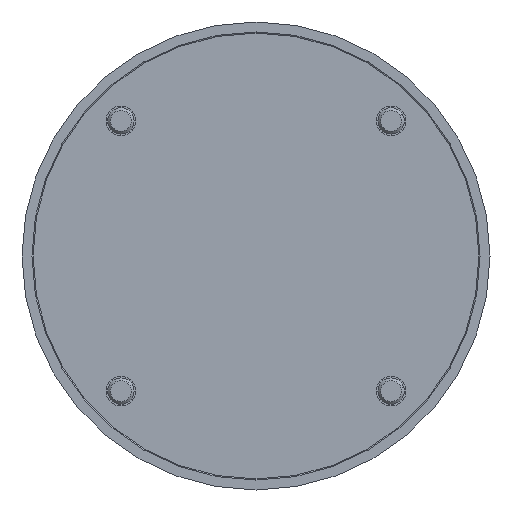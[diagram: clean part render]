
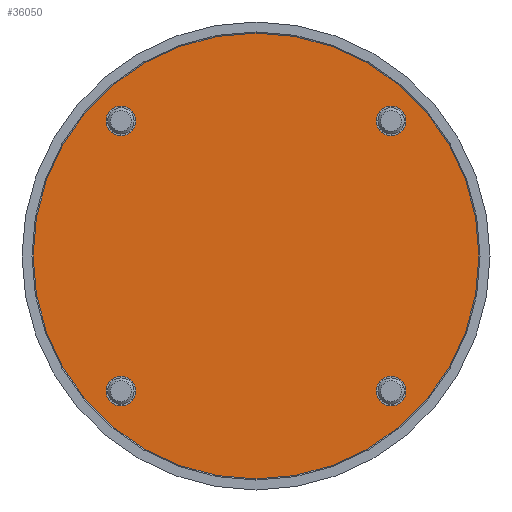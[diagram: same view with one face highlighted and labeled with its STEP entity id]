
A CAD part, left-side view. The second image highlights one B-rep face of the part: STEP entity #36050.
In plain terms, the highlighted planar face has unit normal (-1, 0, 0).
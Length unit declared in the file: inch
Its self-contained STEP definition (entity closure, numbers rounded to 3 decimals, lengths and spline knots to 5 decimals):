
#760 = CARTESIAN_POINT ( 'NONE',  ( -13.87, 0., 0. ) ) ;
#1744 = CIRCLE ( 'NONE', #99957, 0.281 ) ;
#3036 = CARTESIAN_POINT ( 'NONE',  ( -13.87, -2.56326, -2.84426 ) ) ;
#3427 = AXIS2_PLACEMENT_3D ( 'NONE', #87969, #31953, #97368 ) ;
#7563 = EDGE_CURVE ( 'NONE', #56768, #23270, #36408, .T. ) ;
#7699 = ORIENTED_EDGE ( 'NONE', *, *, #92176, .F. ) ;
#8009 = EDGE_LOOP ( 'NONE', ( #47238, #94794 ) ) ;
#9291 = CARTESIAN_POINT ( 'NONE',  ( -13.87, 2.56326, -2.28226 ) ) ;
#10139 = DIRECTION ( 'NONE',  ( 0., 0., 1. ) ) ;
#11663 = ORIENTED_EDGE ( 'NONE', *, *, #66583, .T. ) ;
#12212 = CARTESIAN_POINT ( 'NONE',  ( -13.87, -2.56326, 2.56326 ) ) ;
#13684 = CARTESIAN_POINT ( 'NONE',  ( -13.87, -2.56326, 2.84426 ) ) ;
#13793 = DIRECTION ( 'NONE',  ( -1., 0., 0. ) ) ;
#16151 = DIRECTION ( 'NONE',  ( -1., 0., 0. ) ) ;
#16595 = ORIENTED_EDGE ( 'NONE', *, *, #52481, .T. ) ;
#17129 = DIRECTION ( 'NONE',  ( -1., 0., 0. ) ) ;
#18982 = EDGE_CURVE ( 'NONE', #42037, #45596, #32934, .T. ) ;
#19086 = CARTESIAN_POINT ( 'NONE',  ( -13.87, 0., 0. ) ) ;
#19562 = FACE_BOUND ( 'NONE', #8009, .T. ) ;
#19722 = AXIS2_PLACEMENT_3D ( 'NONE', #19086, #74690, #28474 ) ;
#20012 = AXIS2_PLACEMENT_3D ( 'NONE', #760, #66058, #10139 ) ;
#21579 = DIRECTION ( 'NONE',  ( 0., 0., 1. ) ) ;
#23270 = VERTEX_POINT ( 'NONE', #59658 ) ;
#28474 = DIRECTION ( 'NONE',  ( 0., 0., 1. ) ) ;
#28833 = AXIS2_PLACEMENT_3D ( 'NONE', #12212, #77586, #21579 ) ;
#28847 = CARTESIAN_POINT ( 'NONE',  ( -13.87, 2.56326, 2.56326 ) ) ;
#30895 = DIRECTION ( 'NONE',  ( 0., 0., 1. ) ) ;
#31953 = DIRECTION ( 'NONE',  ( -1., 0., 0. ) ) ;
#32934 = CIRCLE ( 'NONE', #50466, 0.281 ) ;
#33828 = VERTEX_POINT ( 'NONE', #116258 ) ;
#35826 = CIRCLE ( 'NONE', #100847, 0.281 ) ;
#36050 = ADVANCED_FACE ( 'NONE', ( #69284, #91251, #44475, #116128, #19562 ), #75070, .T. ) ;
#36408 = CIRCLE ( 'NONE', #45140, 0.281 ) ;
#38239 = DIRECTION ( 'NONE',  ( 0., 0., 1. ) ) ;
#40336 = CARTESIAN_POINT ( 'NONE',  ( -13.87, 2.56326, 2.56326 ) ) ;
#42037 = VERTEX_POINT ( 'NONE', #13684 ) ;
#42687 = CARTESIAN_POINT ( 'NONE',  ( -13.87, -2.56326, 2.28226 ) ) ;
#43926 = CARTESIAN_POINT ( 'NONE',  ( -13.87, 2.56326, -2.84426 ) ) ;
#44475 = FACE_BOUND ( 'NONE', #61711, .T. ) ;
#44631 = EDGE_LOOP ( 'NONE', ( #16595, #11663 ) ) ;
#45140 = AXIS2_PLACEMENT_3D ( 'NONE', #40336, #96344, #30895 ) ;
#45596 = VERTEX_POINT ( 'NONE', #42687 ) ;
#47238 = ORIENTED_EDGE ( 'NONE', *, *, #50811, .F. ) ;
#50253 = DIRECTION ( 'NONE',  ( -1., 0., 0. ) ) ;
#50466 = AXIS2_PLACEMENT_3D ( 'NONE', #69751, #13793, #79136 ) ;
#50811 = EDGE_CURVE ( 'NONE', #23270, #56768, #96329, .T. ) ;
#51258 = VERTEX_POINT ( 'NONE', #43926 ) ;
#52101 = CIRCLE ( 'NONE', #77588, 4.2305 ) ;
#52481 = EDGE_CURVE ( 'NONE', #94938, #33828, #90118, .T. ) ;
#54083 = CARTESIAN_POINT ( 'NONE',  ( -13.87, -2.56326, -2.56326 ) ) ;
#56768 = VERTEX_POINT ( 'NONE', #72064 ) ;
#57887 = EDGE_CURVE ( 'NONE', #101563, #92791, #35826, .T. ) ;
#59658 = CARTESIAN_POINT ( 'NONE',  ( -13.87, 2.56326, 2.84426 ) ) ;
#60457 = CIRCLE ( 'NONE', #28833, 0.281 ) ;
#61711 = EDGE_LOOP ( 'NONE', ( #83009, #108562 ) ) ;
#63097 = AXIS2_PLACEMENT_3D ( 'NONE', #73085, #17129, #82490 ) ;
#63412 = DIRECTION ( 'NONE',  ( 0., 0., 1. ) ) ;
#63713 = EDGE_CURVE ( 'NONE', #82292, #51258, #1744, .T. ) ;
#66058 = DIRECTION ( 'NONE',  ( -1., 0., 0. ) ) ;
#66583 = EDGE_CURVE ( 'NONE', #33828, #94938, #52101, .T. ) ;
#69010 = CIRCLE ( 'NONE', #3427, 0.281 ) ;
#69284 = FACE_OUTER_BOUND ( 'NONE', #44631, .T. ) ;
#69751 = CARTESIAN_POINT ( 'NONE',  ( -13.87, -2.56326, 2.56326 ) ) ;
#71356 = CIRCLE ( 'NONE', #63097, 0.281 ) ;
#72064 = CARTESIAN_POINT ( 'NONE',  ( -13.87, 2.56326, 2.28226 ) ) ;
#72109 = CARTESIAN_POINT ( 'NONE',  ( -13.87, 2.56326, -2.56326 ) ) ;
#73085 = CARTESIAN_POINT ( 'NONE',  ( -13.87, 2.56326, -2.56326 ) ) ;
#74020 = EDGE_CURVE ( 'NONE', #51258, #82292, #71356, .T. ) ;
#74690 = DIRECTION ( 'NONE',  ( -1., 0., 0. ) ) ;
#75070 = PLANE ( 'NONE',  #19722 ) ;
#77586 = DIRECTION ( 'NONE',  ( -1., 0., 0. ) ) ;
#77588 = AXIS2_PLACEMENT_3D ( 'NONE', #106274, #50253, #115678 ) ;
#78191 = EDGE_LOOP ( 'NONE', ( #116132, #111339 ) ) ;
#79136 = DIRECTION ( 'NONE',  ( 0., 0., 1. ) ) ;
#80159 = AXIS2_PLACEMENT_3D ( 'NONE', #28847, #94254, #38239 ) ;
#80950 = EDGE_LOOP ( 'NONE', ( #84578, #7699 ) ) ;
#81531 = DIRECTION ( 'NONE',  ( 0., 0., 1. ) ) ;
#82292 = VERTEX_POINT ( 'NONE', #9291 ) ;
#82490 = DIRECTION ( 'NONE',  ( 0., 0., 1. ) ) ;
#83009 = ORIENTED_EDGE ( 'NONE', *, *, #57887, .F. ) ;
#84578 = ORIENTED_EDGE ( 'NONE', *, *, #18982, .F. ) ;
#87969 = CARTESIAN_POINT ( 'NONE',  ( -13.87, -2.56326, -2.56326 ) ) ;
#89433 = CARTESIAN_POINT ( 'NONE',  ( -13.87, -2.56326, -2.28226 ) ) ;
#90118 = CIRCLE ( 'NONE', #20012, 4.2305 ) ;
#91251 = FACE_BOUND ( 'NONE', #78191, .T. ) ;
#92176 = EDGE_CURVE ( 'NONE', #45596, #42037, #60457, .T. ) ;
#92791 = VERTEX_POINT ( 'NONE', #3036 ) ;
#94254 = DIRECTION ( 'NONE',  ( -1., 0., 0. ) ) ;
#94794 = ORIENTED_EDGE ( 'NONE', *, *, #7563, .F. ) ;
#94938 = VERTEX_POINT ( 'NONE', #120402 ) ;
#96329 = CIRCLE ( 'NONE', #80159, 0.281 ) ;
#96344 = DIRECTION ( 'NONE',  ( -1., 0., 0. ) ) ;
#97368 = DIRECTION ( 'NONE',  ( 0., 0., 1. ) ) ;
#99957 = AXIS2_PLACEMENT_3D ( 'NONE', #72109, #16151, #81531 ) ;
#100847 = AXIS2_PLACEMENT_3D ( 'NONE', #54083, #119490, #63412 ) ;
#101563 = VERTEX_POINT ( 'NONE', #89433 ) ;
#106274 = CARTESIAN_POINT ( 'NONE',  ( -13.87, 0., 0. ) ) ;
#108562 = ORIENTED_EDGE ( 'NONE', *, *, #113270, .F. ) ;
#111339 = ORIENTED_EDGE ( 'NONE', *, *, #74020, .F. ) ;
#113270 = EDGE_CURVE ( 'NONE', #92791, #101563, #69010, .T. ) ;
#115678 = DIRECTION ( 'NONE',  ( 0., 0., 1. ) ) ;
#116128 = FACE_BOUND ( 'NONE', #80950, .T. ) ;
#116132 = ORIENTED_EDGE ( 'NONE', *, *, #63713, .F. ) ;
#116258 = CARTESIAN_POINT ( 'NONE',  ( -13.87, 0., -4.2305 ) ) ;
#119490 = DIRECTION ( 'NONE',  ( -1., 0., 0. ) ) ;
#120402 = CARTESIAN_POINT ( 'NONE',  ( -13.87, 0., 4.2305 ) ) ;
